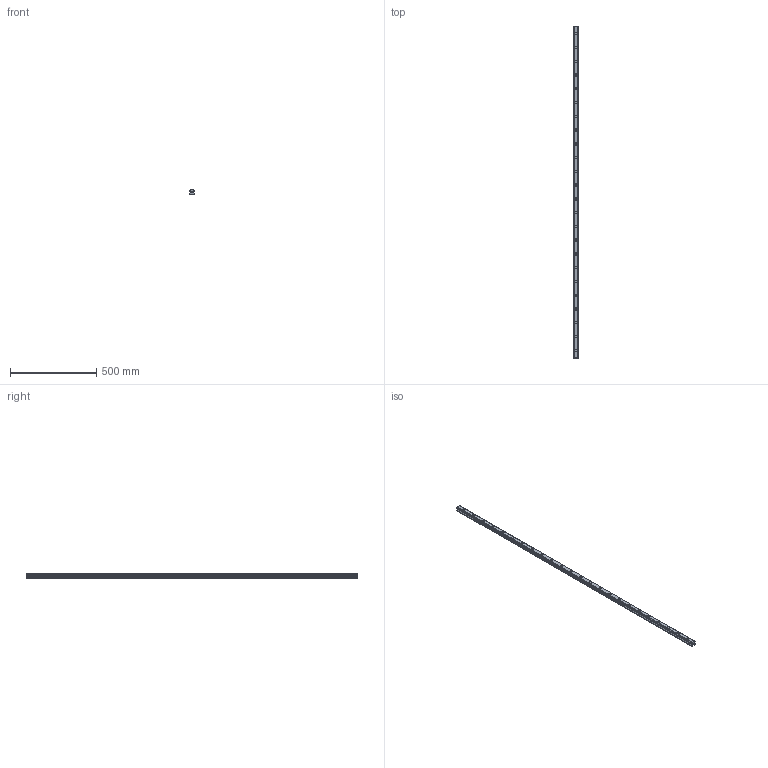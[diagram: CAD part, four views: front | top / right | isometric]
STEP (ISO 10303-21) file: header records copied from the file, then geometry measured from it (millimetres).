
FILE_DESCRIPTION(('STEP AP214'),'1');
FILE_NAME('cctmp_03738AB6-0B13-4B00-A34E-B0D763328F76_2020_6_30_9_4_2_204..stp','2020-06-30T07:04:02',('HIWIN GmbH'),('CADClick - www.CADClick.com'),'Spatial InterOp 3D',' ','unknown authorization');
FILE_SCHEMA(('AUTOMOTIVE_DESIGN'));
Length unit declared in the file: millimetre
Products named in the file (1): HGR30R1930H_FILE
Bounding box: 28 x 1930 x 26 mm (x, y, z)
Volume: 1123235.5 mm3; surface area: 239440.3 mm2
Topology: 1 solids, 1 shells, 331 faces, 759 edges, 506 vertices
Faces by surface type: cylinder 166, plane 165
Entity records: 12137 total; most frequent: DIRECTION 1755, CARTESIAN_POINT 1597, ORIENTED_EDGE 1518, EDGE_CURVE 759, AXIS2_PLACEMENT_3D 664, VERTEX_POINT 506, LINE 427, VECTOR 427
